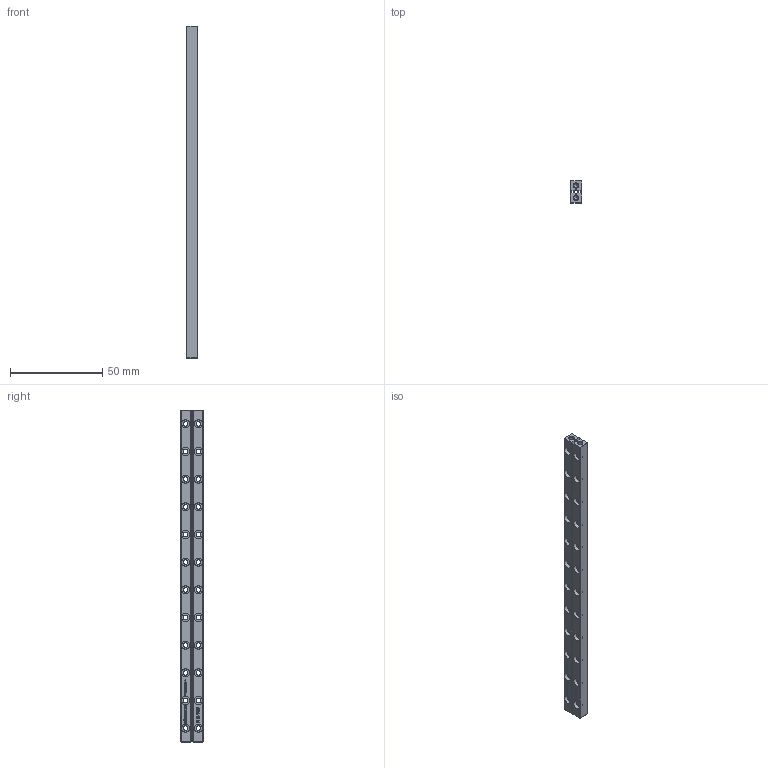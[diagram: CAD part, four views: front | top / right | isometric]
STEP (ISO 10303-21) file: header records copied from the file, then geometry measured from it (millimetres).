
FILE_DESCRIPTION(('FreeCAD Model'),'2;1');
FILE_NAME('R 2-180.step', '2020-08-05T13:18:56',('Author'),(''), 'Open CASCADE STEP processor 6.8','FreeCAD','Unknown');
FILE_SCHEMA(('AUTOMOTIVE_DESIGN_CC2 { 1 2 10303 214 -1 1 5 4 }'));
Length unit declared in the file: millimetre
Products named in the file (2): ASSEMBLY; Schienenpaar
Assembly tree (1 placements, depth 2):
  ASSEMBLY
    Schienenpaar
Bounding box: 6 x 12 x 180 mm (x, y, z)
Volume: 10139.4 mm3; surface area: 10197.4 mm2
Topology: 2 solids, 2 shells, 739 faces, 1940 edges, 1268 vertices
Faces by surface type: extrusion 422, plane 231, cylinder 54, cone 32
Full cylindrical faces by diameter (mm): 2.5 x4, 2.55 x24, 4.4 x24
Entity records: 48301 total; most frequent: CARTESIAN_POINT 12038, DIRECTION 5260, VECTOR 4270, ORIENTED_EDGE 3872, PCURVE 3872, DEFINITIONAL_REPRESENTATION 3872, LINE 3848, B_SPLINE_CURVE_WITH_KNOTS 2142
